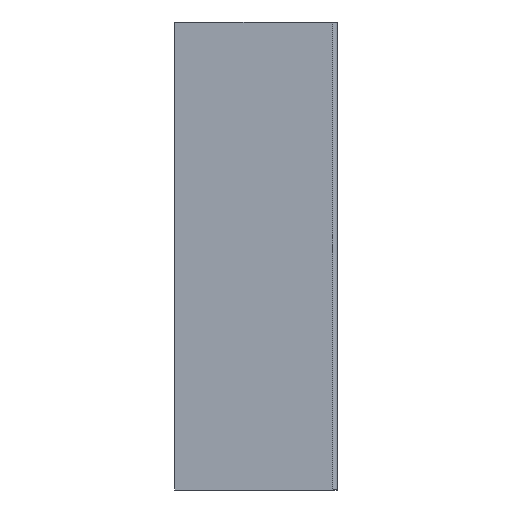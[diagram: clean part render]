
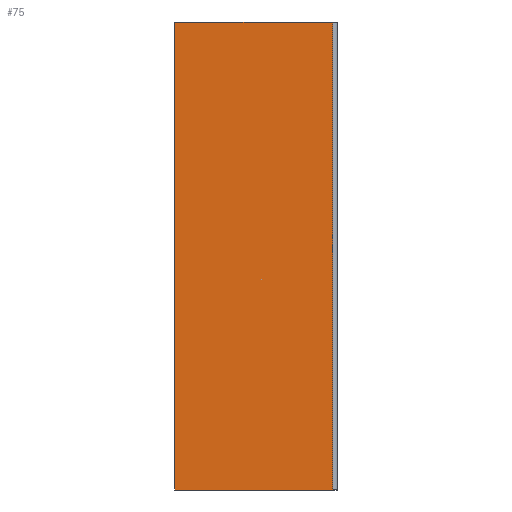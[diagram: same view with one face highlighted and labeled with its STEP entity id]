
A CAD part, left-side view. The second image highlights one B-rep face of the part: STEP entity #75.
In plain terms, the highlighted planar face has unit normal (-1, 0, 0).
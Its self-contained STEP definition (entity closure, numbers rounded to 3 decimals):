
#27 = EDGE_CURVE ( 'NONE', #608, #419, #493, .T. ) ;
#30 = AXIS2_PLACEMENT_3D ( 'NONE', #374, #98, #158 ) ;
#75 = ADVANCED_FACE ( 'NONE', ( #498 ), #581, .T. ) ;
#98 = DIRECTION ( 'NONE',  ( -1., 0., 0. ) ) ;
#112 = VECTOR ( 'NONE', #415, 1000. ) ;
#118 = EDGE_CURVE ( 'NONE', #608, #389, #264, .T. ) ;
#124 = CARTESIAN_POINT ( 'NONE',  ( -2., 0., 125. ) ) ;
#126 = CARTESIAN_POINT ( 'NONE',  ( -2., 85., 125. ) ) ;
#156 = EDGE_CURVE ( 'NONE', #371, #389, #551, .T. ) ;
#158 = DIRECTION ( 'NONE',  ( 0., 0., 1. ) ) ;
#176 = ORIENTED_EDGE ( 'NONE', *, *, #27, .T. ) ;
#177 = DIRECTION ( 'NONE',  ( 0., 0., 1. ) ) ;
#196 = CARTESIAN_POINT ( 'NONE',  ( -2., 0.6, 125. ) ) ;
#240 = LINE ( 'NONE', #124, #112 ) ;
#245 = CARTESIAN_POINT ( 'NONE',  ( -2., 85., -125. ) ) ;
#248 = CARTESIAN_POINT ( 'NONE',  ( -2., 0., -125. ) ) ;
#264 = LINE ( 'NONE', #248, #530 ) ;
#275 = CARTESIAN_POINT ( 'NONE',  ( -2., 0.6, -125. ) ) ;
#300 = CARTESIAN_POINT ( 'NONE',  ( -2., 85., 125. ) ) ;
#301 = EDGE_CURVE ( 'NONE', #419, #371, #240, .T. ) ;
#305 = ORIENTED_EDGE ( 'NONE', *, *, #118, .F. ) ;
#357 = DIRECTION ( 'NONE',  ( 0., 0., -1. ) ) ;
#371 = VERTEX_POINT ( 'NONE', #126 ) ;
#374 = CARTESIAN_POINT ( 'NONE',  ( -2., 0., 125. ) ) ;
#389 = VERTEX_POINT ( 'NONE', #245 ) ;
#403 = DIRECTION ( 'NONE',  ( 0., 1., 0. ) ) ;
#415 = DIRECTION ( 'NONE',  ( 0., 1., 0. ) ) ;
#419 = VERTEX_POINT ( 'NONE', #196 ) ;
#493 = LINE ( 'NONE', #634, #518 ) ;
#498 = FACE_OUTER_BOUND ( 'NONE', #584, .T. ) ;
#505 = ORIENTED_EDGE ( 'NONE', *, *, #301, .T. ) ;
#518 = VECTOR ( 'NONE', #177, 1000. ) ;
#530 = VECTOR ( 'NONE', #403, 1000. ) ;
#551 = LINE ( 'NONE', #300, #582 ) ;
#581 = PLANE ( 'NONE',  #30 ) ;
#582 = VECTOR ( 'NONE', #357, 1000. ) ;
#584 = EDGE_LOOP ( 'NONE', ( #305, #176, #505, #588 ) ) ;
#588 = ORIENTED_EDGE ( 'NONE', *, *, #156, .T. ) ;
#608 = VERTEX_POINT ( 'NONE', #275 ) ;
#634 = CARTESIAN_POINT ( 'NONE',  ( -2., 0.6, 125. ) ) ;
